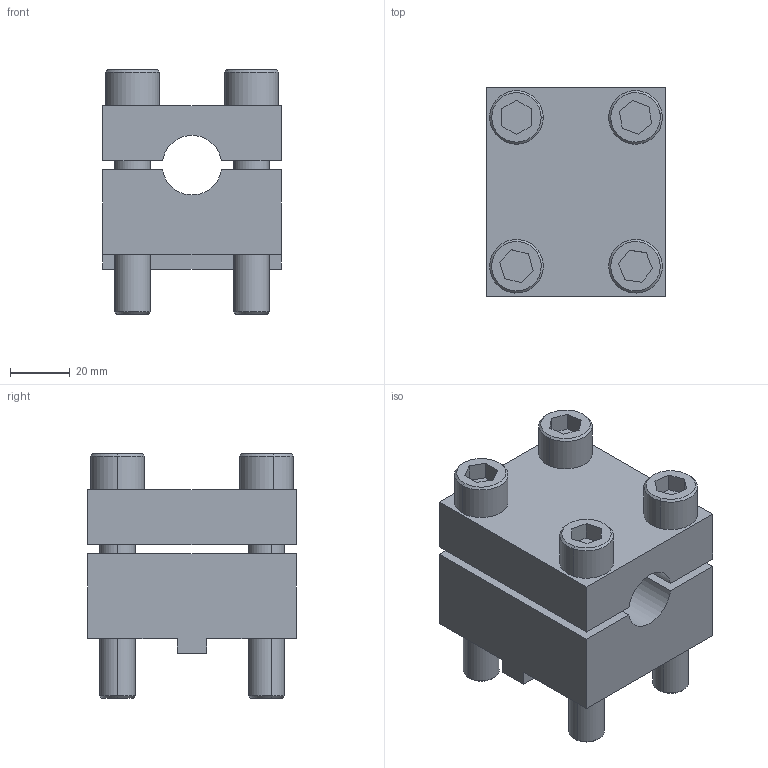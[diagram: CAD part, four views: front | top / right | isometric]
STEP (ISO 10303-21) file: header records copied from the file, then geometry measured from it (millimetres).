
FILE_DESCRIPTION (( 'STEP AP203' ), '1' );
FILE_NAME ('Y32G4402-頂桿鎖緊座.STEP', '2023-11-17T02:55:55', ( '' ), ( '' ), 'SwSTEP 2.0', 'SolidWorks 2018', '' );
FILE_SCHEMA (( 'CONFIG_CONTROL_DESIGN' ));
Length unit declared in the file: millimetre
Products named in the file (3): 狡籹 of 32G4402-郴膘玛候畒^Y32G4402-郴膘玛候畒; 複製 of SBA12070-六角孔螺栓^Y32G4402-頂桿鎖緊座_SBA12070; Y32G4402-頂桿鎖緊座
Assembly tree (5 placements, depth 2):
  Y32G4402-頂桿鎖緊座
    狡籹 of 32G4402-郴膘玛候畒^Y32G4402-郴膘玛候畒
    複製 of SBA12070-六角孔螺栓^Y32G4402-頂桿鎖緊座_SBA12070  x4
Bounding box: 60 x 70 x 82 mm (x, y, z)
Volume: 195366.5 mm3; surface area: 52202.7 mm2
Topology: 6 solids, 6 shells, 109 faces, 251 edges, 162 vertices
Faces by surface type: plane 58, cylinder 35, cone 16
Entity records: 2080 total; most frequent: DIRECTION 313, CARTESIAN_POINT 290, ORIENTED_EDGE 274, EDGE_CURVE 137, AXIS2_PLACEMENT_3D 113, VERTEX_POINT 90, VECTOR 87, LINE 87
